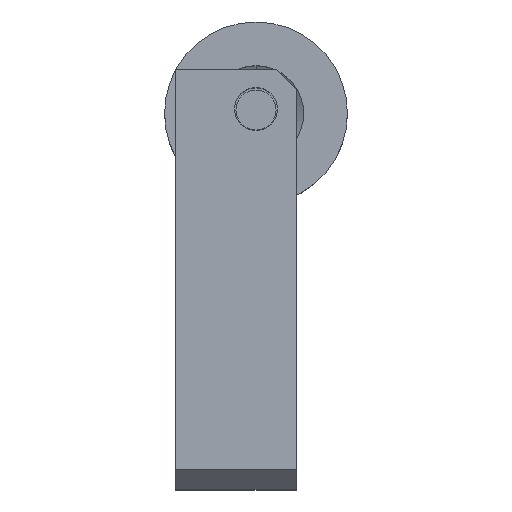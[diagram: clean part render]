
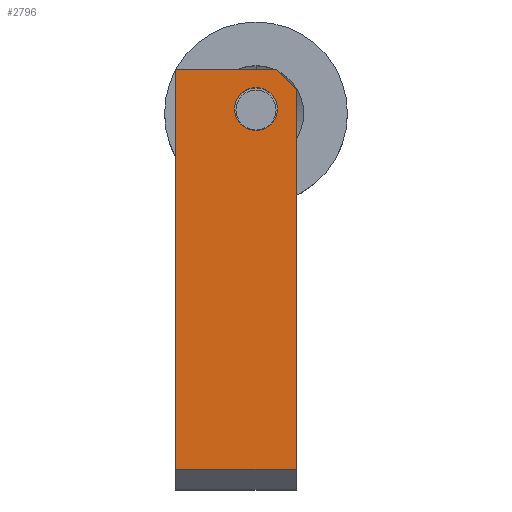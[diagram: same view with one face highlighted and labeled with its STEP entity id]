
A CAD part, top view. The second image highlights one B-rep face of the part: STEP entity #2796.
In plain terms, the highlighted face is planar.
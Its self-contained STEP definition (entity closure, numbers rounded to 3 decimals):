
#1230=DIRECTION('',(0.,1.,0.));
#1231=VECTOR('',#1230,9.5);
#1232=CARTESIAN_POINT('',(14.,0.5,0.));
#1233=LINE('',#1232,#1231);
#1426=DIRECTION('',(0.,1.,0.));
#1427=VECTOR('',#1426,10.);
#1428=CARTESIAN_POINT('',(14.,0.5,3.));
#1429=LINE('',#1428,#1427);
#1468=DIRECTION('',(0.,0.707,0.707));
#1469=VECTOR('',#1468,0.707);
#1470=CARTESIAN_POINT('',(14.,10.,0.));
#1471=LINE('',#1470,#1469);
#1472=DIRECTION('',(0.,0.,-1.));
#1473=VECTOR('',#1472,3.);
#1474=CARTESIAN_POINT('',(14.,0.5,3.));
#1475=LINE('',#1474,#1473);
#1476=CARTESIAN_POINT('',(14.,9.5,1.));
#1477=DIRECTION('',(1.,0.,0.));
#1478=DIRECTION('',(0.,0.,-1.));
#1479=AXIS2_PLACEMENT_3D('',#1476,#1477,#1478);
#1481=CARTESIAN_POINT('',(14.,9.5,1.));
#1482=DIRECTION('',(1.,0.,0.));
#1483=DIRECTION('',(0.,0.,1.));
#1484=AXIS2_PLACEMENT_3D('',#1481,#1482,#1483);
#1486=DIRECTION('',(0.,0.,1.));
#1487=VECTOR('',#1486,2.5);
#1488=CARTESIAN_POINT('',(14.,10.5,0.5));
#1489=LINE('',#1488,#1487);
#2253=CARTESIAN_POINT('',(14.,10.5,3.));
#2255=VERTEX_POINT('',#2253);
#2289=CARTESIAN_POINT('',(14.,0.5,3.));
#2290=VERTEX_POINT('',#2289);
#2293=CARTESIAN_POINT('',(14.,10.5,0.5));
#2294=VERTEX_POINT('',#2293);
#2297=CARTESIAN_POINT('',(14.,0.5,0.));
#2299=VERTEX_POINT('',#2297);
#2309=CARTESIAN_POINT('',(14.,10.,0.));
#2310=VERTEX_POINT('',#2309);
#2321=CARTESIAN_POINT('',(14.,9.5,0.465));
#2322=CARTESIAN_POINT('',(14.,9.5,1.535));
#2323=VERTEX_POINT('',#2321);
#2324=VERTEX_POINT('',#2322);
#2775=CARTESIAN_POINT('',(14.,0.,0.));
#2776=DIRECTION('',(1.,0.,0.));
#2777=DIRECTION('',(0.,1.,0.));
#2778=AXIS2_PLACEMENT_3D('',#2775,#2776,#2777);
#2779=PLANE('',#2778);
#2780=ORIENTED_EDGE('',*,*,#2724,.T.);
#2782=ORIENTED_EDGE('',*,*,#2781,.F.);
#2784=ORIENTED_EDGE('',*,*,#2783,.F.);
#2785=ORIENTED_EDGE('',*,*,#2516,.F.);
#2787=ORIENTED_EDGE('',*,*,#2786,.F.);
#2788=EDGE_LOOP('',(#2780,#2782,#2784,#2785,#2787));
#2789=FACE_OUTER_BOUND('',#2788,.F.);
#2791=ORIENTED_EDGE('',*,*,#2790,.T.);
#2793=ORIENTED_EDGE('',*,*,#2792,.T.);
#2794=EDGE_LOOP('',(#2791,#2793));
#2795=FACE_BOUND('',#2794,.F.);
#2796=ADVANCED_FACE('',(#2789,#2795),#2779,.T.);
#1480=CIRCLE('',#1479,0.535);
#1485=CIRCLE('',#1484,0.535);
#2516=EDGE_CURVE('',#2299,#2310,#1233,.T.);
#2724=EDGE_CURVE('',#2290,#2255,#1429,.T.);
#2781=EDGE_CURVE('',#2294,#2255,#1489,.T.);
#2783=EDGE_CURVE('',#2310,#2294,#1471,.T.);
#2786=EDGE_CURVE('',#2290,#2299,#1475,.T.);
#2790=EDGE_CURVE('',#2323,#2324,#1480,.T.);
#2792=EDGE_CURVE('',#2324,#2323,#1485,.T.);
